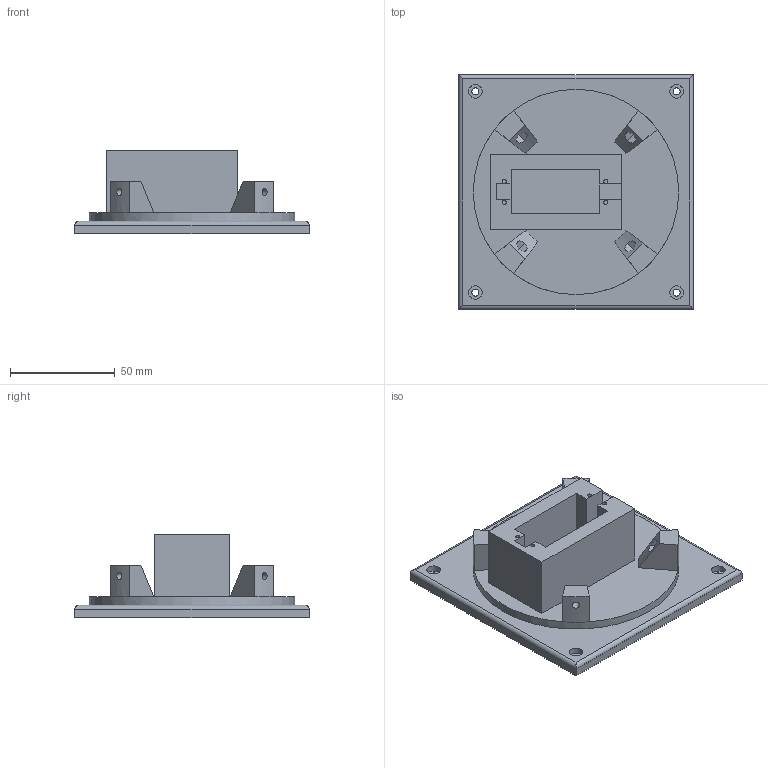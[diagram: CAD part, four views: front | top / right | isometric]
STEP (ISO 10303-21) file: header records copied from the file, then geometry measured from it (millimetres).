
FILE_DESCRIPTION(('FreeCAD Model'),'2;1');
FILE_NAME('Open CASCADE Shape Model','2022-06-27T17:58:06',('Author'),( ''),'Open CASCADE STEP processor 7.5','FreeCAD','Unknown');
FILE_SCHEMA(('AUTOMOTIVE_DESIGN { 1 0 10303 214 1 1 1 1 }'));
Length unit declared in the file: millimetre
Products named in the file (1): Base with fillets
Bounding box: 112 x 112 x 40 mm (x, y, z)
Volume: 152154.7 mm3; surface area: 42583.4 mm2
Topology: 1 solids, 1 shells, 103 faces, 252 edges, 167 vertices
Faces by surface type: plane 74, cylinder 25, cone 4
Full cylindrical faces by diameter (mm): 2 x4, 3.4 x8, 6.5 x4, 98 x1
Entity records: 7577 total; most frequent: CARTESIAN_POINT 2479, DIRECTION 915, ORIENTED_EDGE 504, PCURVE 504, DEFINITIONAL_REPRESENTATION 504, LINE 489, VECTOR 489, EDGE_CURVE 252
